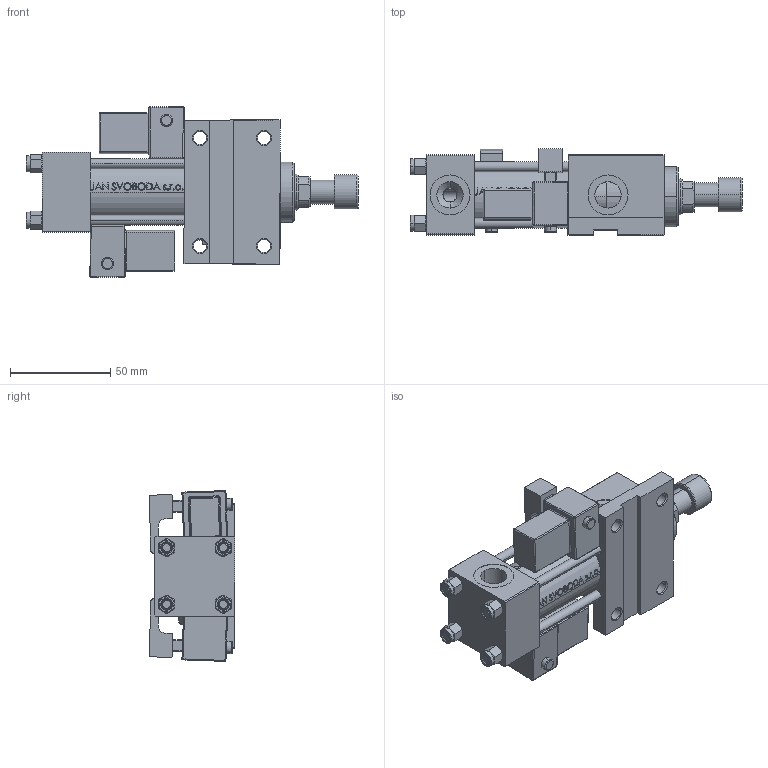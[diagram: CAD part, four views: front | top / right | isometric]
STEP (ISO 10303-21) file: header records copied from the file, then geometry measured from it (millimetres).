
FILE_DESCRIPTION (( 'STEP AP203' ), '1' );
FILE_NAME ('f487.STEP', '2023-01-17T16:52:17', ( '' ), ( '' ), 'SwSTEP 2.0', 'SolidWorks 2019', '' );
FILE_SCHEMA (( 'CONFIG_CONTROL_DESIGN' ));
Length unit declared in the file: millimetre
Products named in the file (9): V215CR_VCP_F 5311fc2a7beadc8c64eaea6bf61de403; Zatka_pro_OIL_PORT 5311fc2a7beadc8c64eaea6bf61de403; V215CR_MSU 5311fc2a7beadc8c64eaea6bf61de403; V215_VC_A 5311fc2a7beadc8c64eaea6bf61de403; V215CR_ROD_END_F 5311fc2a7beadc8c64eaea6bf61de403; f487; NUT_M5_F 5311fc2a7beadc8c64eaea6bf61de403; V215CR_F_Body 5311fc2a7beadc8c64eaea6bf61de403; V215CR_F_TYCINKA 5311fc2a7beadc8c64eaea6bf61de403
Assembly tree (15 placements, depth 2):
  f487
    V215CR_F_Body 5311fc2a7beadc8c64eaea6bf61de403
    V215CR_VCP_F 5311fc2a7beadc8c64eaea6bf61de403
    V215CR_F_TYCINKA 5311fc2a7beadc8c64eaea6bf61de403  x4
    NUT_M5_F 5311fc2a7beadc8c64eaea6bf61de403  x4
    V215_VC_A 5311fc2a7beadc8c64eaea6bf61de403
    V215CR_ROD_END_F 5311fc2a7beadc8c64eaea6bf61de403
    V215CR_MSU 5311fc2a7beadc8c64eaea6bf61de403  x2
    Zatka_pro_OIL_PORT 5311fc2a7beadc8c64eaea6bf61de403
Bounding box: 166 x 42.99 x 85.39 mm (x, y, z)
Volume: 203994.8 mm3; surface area: 75117.9 mm2
Topology: 15 solids, 15 shells, 1325 faces, 3246 edges, 2051 vertices
Faces by surface type: plane 527, bspline 380, cylinder 198, cone 172, torus 24, sphere 24
Entity records: 52088 total; most frequent: CARTESIAN_POINT 26851, ORIENTED_EDGE 5590, DIRECTION 3801, EDGE_CURVE 2795, VERTEX_POINT 1807, VECTOR 1431, LINE 1431, EDGE_LOOP 1268
